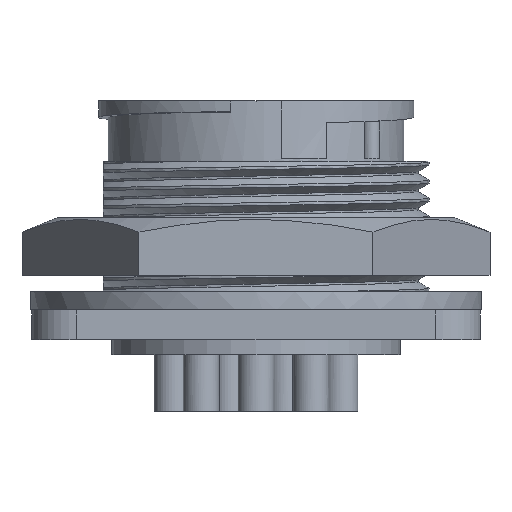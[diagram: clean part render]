
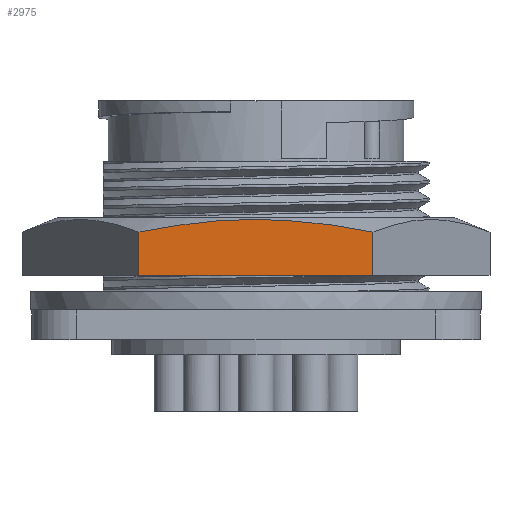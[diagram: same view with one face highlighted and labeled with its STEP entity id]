
A CAD part, front view. The second image highlights one B-rep face of the part: STEP entity #2975.
In plain terms, the highlighted planar face has unit normal (0, -1, 0).
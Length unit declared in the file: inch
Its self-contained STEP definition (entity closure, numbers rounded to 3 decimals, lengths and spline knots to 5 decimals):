
#1826 = DIRECTION ( 'NONE',  ( -1., 0., 0. ) ) ;
#1827 = CARTESIAN_POINT ( 'NONE',  ( -0.32476, -0.5625, -0.41403 ) ) ;
#1828 = LINE ( 'NONE', #1827, #18606 ) ;
#2318 = EDGE_CURVE ( 'NONE', #15495, #14944, #11266, .T. ) ;
#2328 = EDGE_CURVE ( 'NONE', #14774, #14944, #3791, .T. ) ;
#2901 = EDGE_CURVE ( 'NONE', #14774, #15287, #3476, .T. ) ;
#2975 = ADVANCED_FACE ( 'NONE', ( #18568 ), #4428, .F. ) ;
#3021 = EDGE_CURVE ( 'NONE', #15495, #15287, #1828, .T. ) ;
#3473 = DIRECTION ( 'NONE',  ( 0., 0., -1. ) ) ;
#3475 = CARTESIAN_POINT ( 'NONE',  ( -0.32476, -0.5625, -0.25403 ) ) ;
#3476 = LINE ( 'NONE', #3475, #17874 ) ;
#3791 = B_SPLINE_CURVE_WITH_KNOTS ( 'NONE', 3,
 ( #11447, #11448, #11449, #11450, #11452, #11453, #11457, #11459, #11463, #11465 ),
 .UNSPECIFIED., .F., .F.,
 ( 4, 2, 2, 2, 4 ),
 ( 0., 0.00413, 0.00825, 0.01238, 0.0165 ),
 .UNSPECIFIED. ) ;
#4425 = DIRECTION ( 'NONE',  ( 0., 0., 1. ) ) ;
#4426 = DIRECTION ( 'NONE',  ( 0., 1., 0. ) ) ;
#4427 = CARTESIAN_POINT ( 'NONE',  ( -0.32476, -0.5625, -0.25403 ) ) ;
#4428 = PLANE ( 'NONE',  #18567 ) ;
#6442 = CARTESIAN_POINT ( 'NONE',  ( -0.32476, -0.5625, -0.29403 ) ) ;
#6545 = CARTESIAN_POINT ( 'NONE',  ( 0.32476, -0.5625, -0.29403 ) ) ;
#6791 = CARTESIAN_POINT ( 'NONE',  ( -0.32476, -0.5625, -0.41403 ) ) ;
#6937 = CARTESIAN_POINT ( 'NONE',  ( 0.32476, -0.5625, -0.41403 ) ) ;
#8329 = ORIENTED_EDGE ( 'NONE', *, *, #2328, .F. ) ;
#8333 = ORIENTED_EDGE ( 'NONE', *, *, #3021, .F. ) ;
#8335 = ORIENTED_EDGE ( 'NONE', *, *, #2318, .T. ) ;
#8339 = ORIENTED_EDGE ( 'NONE', *, *, #2901, .T. ) ;
#8476 = EDGE_LOOP ( 'NONE', ( #8339, #8333, #8335, #8329 ) ) ;
#11266 = LINE ( 'NONE', #11268, #18501 ) ;
#11268 = CARTESIAN_POINT ( 'NONE',  ( 0.32476, -0.5625, -0.25403 ) ) ;
#11286 = DIRECTION ( 'NONE',  ( 0., 0., 1. ) ) ;
#11447 = CARTESIAN_POINT ( 'NONE',  ( -0.32476, -0.5625, -0.29403 ) ) ;
#11448 = CARTESIAN_POINT ( 'NONE',  ( -0.27093, -0.5625, -0.28321 ) ) ;
#11449 = CARTESIAN_POINT ( 'NONE',  ( -0.21704, -0.5625, -0.27441 ) ) ;
#11450 = CARTESIAN_POINT ( 'NONE',  ( -0.10908, -0.5625, -0.26232 ) ) ;
#11452 = CARTESIAN_POINT ( 'NONE',  ( -0.05501, -0.5625, -0.25909 ) ) ;
#11453 = CARTESIAN_POINT ( 'NONE',  ( 0.05333, -0.5625, -0.25902 ) ) ;
#11457 = CARTESIAN_POINT ( 'NONE',  ( 0.1076, -0.5625, -0.2622 ) ) ;
#11459 = CARTESIAN_POINT ( 'NONE',  ( 0.21632, -0.5625, -0.27429 ) ) ;
#11463 = CARTESIAN_POINT ( 'NONE',  ( 0.27081, -0.5625, -0.28319 ) ) ;
#11465 = CARTESIAN_POINT ( 'NONE',  ( 0.32476, -0.5625, -0.29403 ) ) ;
#14774 = VERTEX_POINT ( 'NONE', #6442 ) ;
#14944 = VERTEX_POINT ( 'NONE', #6545 ) ;
#15287 = VERTEX_POINT ( 'NONE', #6791 ) ;
#15495 = VERTEX_POINT ( 'NONE', #6937 ) ;
#17874 = VECTOR ( 'NONE', #3473, 39.37008 ) ;
#18501 = VECTOR ( 'NONE', #11286, 39.37008 ) ;
#18567 = AXIS2_PLACEMENT_3D ( 'NONE', #4427, #4426, #4425 ) ;
#18568 = FACE_OUTER_BOUND ( 'NONE', #8476, .T. ) ;
#18606 = VECTOR ( 'NONE', #1826, 39.37008 ) ;
